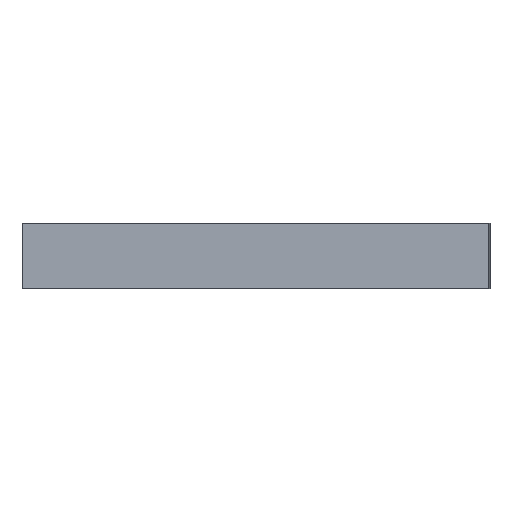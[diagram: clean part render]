
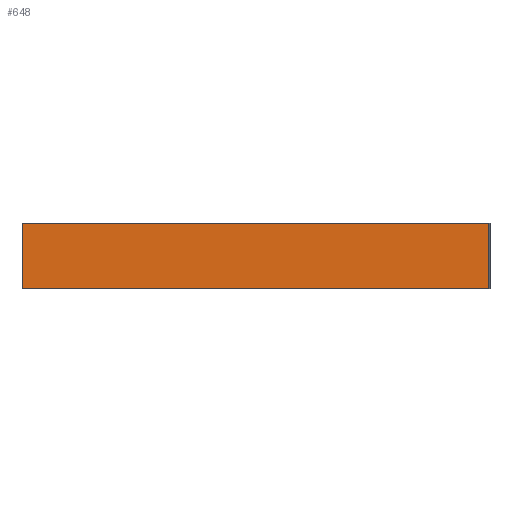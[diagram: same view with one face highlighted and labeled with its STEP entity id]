
A CAD part, left-side view. The second image highlights one B-rep face of the part: STEP entity #648.
In plain terms, the highlighted planar face has unit normal (-1, 0, 0).
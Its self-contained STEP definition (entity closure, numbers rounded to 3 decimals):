
#592=CARTESIAN_POINT('',(0.0,0.707,0.0));
#593=VERTEX_POINT('',#592);
#594=CARTESIAN_POINT('',(0.0,0.707,25.0));
#595=VERTEX_POINT('',#594);
#596=CARTESIAN_POINT('',(0.,0.707,0.0));
#597=DIRECTION('',(0.0,0.0,1.0));
#598=VECTOR('',#597,25.0);
#599=LINE('',#596,#598);
#600=EDGE_CURVE('',#593,#595,#599,.T.);
#618=CARTESIAN_POINT('',(0.0,0.0,0.0));
#619=DIRECTION('',(-1.0,0.0,0.0));
#620=DIRECTION('',(0.0,0.0,1.0));
#621=AXIS2_PLACEMENT_3D('',#618,#619,#620);
#622=PLANE('',#621);
#623=ORIENTED_EDGE('',*,*,#600,.T.);
#624=CARTESIAN_POINT('',(0.0,178.0,25.0));
#625=VERTEX_POINT('',#624);
#626=CARTESIAN_POINT('',(0.0,0.707,25.0));
#627=DIRECTION('',(0.0,1.0,0.0));
#628=VECTOR('',#627,177.293);
#629=LINE('',#626,#628);
#630=EDGE_CURVE('',#595,#625,#629,.T.);
#631=ORIENTED_EDGE('',*,*,#630,.T.);
#632=CARTESIAN_POINT('',(0.0,178.0,0.0));
#633=VERTEX_POINT('',#632);
#634=CARTESIAN_POINT('',(0.0,178.0,0.0));
#635=DIRECTION('',(0.0,0.0,1.0));
#636=VECTOR('',#635,25.0);
#637=LINE('',#634,#636);
#638=EDGE_CURVE('',#633,#625,#637,.T.);
#639=ORIENTED_EDGE('',*,*,#638,.F.);
#640=CARTESIAN_POINT('',(0.0,0.707,0.0));
#641=DIRECTION('',(0.0,1.0,0.0));
#642=VECTOR('',#641,177.293);
#643=LINE('',#640,#642);
#644=EDGE_CURVE('',#593,#633,#643,.T.);
#645=ORIENTED_EDGE('',*,*,#644,.F.);
#646=EDGE_LOOP('',(#623,#631,#639,#645));
#647=FACE_OUTER_BOUND('',#646,.T.);
#648=ADVANCED_FACE('',(#647),#622,.T.);
